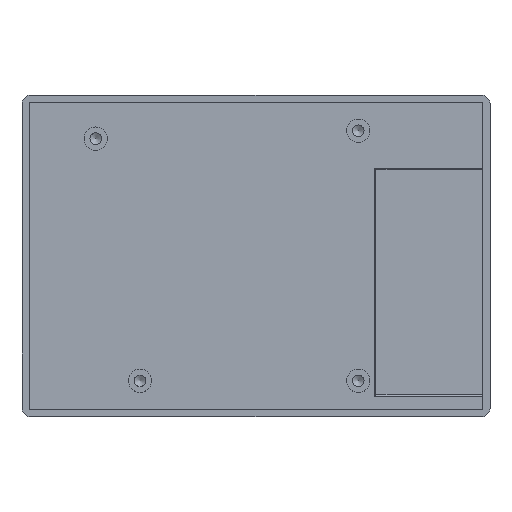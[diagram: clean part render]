
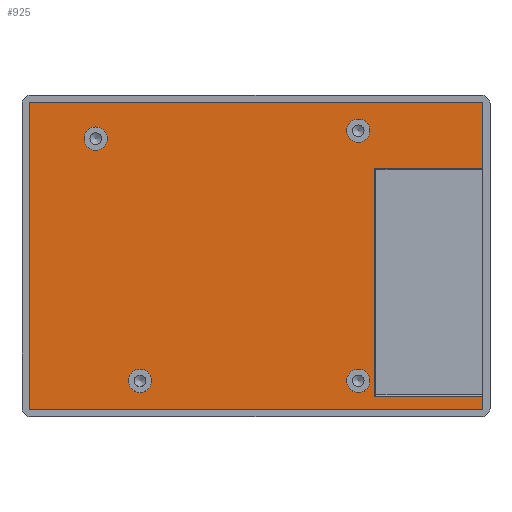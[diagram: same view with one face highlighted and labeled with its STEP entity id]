
A CAD part, top view. The second image highlights one B-rep face of the part: STEP entity #925.
In plain terms, the highlighted planar face has unit normal (0, 0, 1).
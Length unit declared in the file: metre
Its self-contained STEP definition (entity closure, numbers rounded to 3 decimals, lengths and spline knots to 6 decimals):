
#65=CIRCLE('',#1019,0.004);
#66=CIRCLE('',#1020,0.004);
#67=CIRCLE('',#1021,0.004);
#68=CIRCLE('',#1022,0.004);
#167=ORIENTED_EDGE('',*,*,#397,.F.);
#168=ORIENTED_EDGE('',*,*,#398,.F.);
#169=ORIENTED_EDGE('',*,*,#399,.F.);
#170=ORIENTED_EDGE('',*,*,#400,.F.);
#171=ORIENTED_EDGE('',*,*,#401,.F.);
#172=ORIENTED_EDGE('',*,*,#402,.T.);
#173=ORIENTED_EDGE('',*,*,#403,.T.);
#174=ORIENTED_EDGE('',*,*,#346,.F.);
#175=ORIENTED_EDGE('',*,*,#357,.F.);
#176=ORIENTED_EDGE('',*,*,#396,.T.);
#177=ORIENTED_EDGE('',*,*,#366,.T.);
#178=ORIENTED_EDGE('',*,*,#342,.F.);
#342=EDGE_CURVE('',#465,#466,#552,.T.);
#346=EDGE_CURVE('',#469,#470,#556,.T.);
#357=EDGE_CURVE('',#480,#469,#562,.T.);
#366=EDGE_CURVE('',#488,#466,#569,.T.);
#396=EDGE_CURVE('',#480,#488,#589,.T.);
#397=EDGE_CURVE('',#508,#508,#65,.T.);
#398=EDGE_CURVE('',#509,#509,#66,.T.);
#399=EDGE_CURVE('',#510,#510,#67,.T.);
#400=EDGE_CURVE('',#511,#511,#68,.T.);
#401=EDGE_CURVE('',#512,#465,#590,.T.);
#402=EDGE_CURVE('',#512,#513,#591,.T.);
#403=EDGE_CURVE('',#513,#470,#592,.T.);
#465=VERTEX_POINT('',#1398);
#466=VERTEX_POINT('',#1400);
#469=VERTEX_POINT('',#1406);
#470=VERTEX_POINT('',#1408);
#480=VERTEX_POINT('',#1430);
#488=VERTEX_POINT('',#1448);
#508=VERTEX_POINT('',#1506);
#509=VERTEX_POINT('',#1508);
#510=VERTEX_POINT('',#1510);
#511=VERTEX_POINT('',#1512);
#512=VERTEX_POINT('',#1514);
#513=VERTEX_POINT('',#1516);
#552=LINE('',#1399,#635);
#556=LINE('',#1407,#639);
#562=LINE('',#1429,#645);
#569=LINE('',#1447,#652);
#589=LINE('',#1503,#672);
#590=LINE('',#1513,#673);
#591=LINE('',#1515,#674);
#592=LINE('',#1517,#675);
#635=VECTOR('',#1110,1.);
#639=VECTOR('',#1114,1.);
#645=VECTOR('',#1132,1.);
#652=VECTOR('',#1145,1.);
#672=VECTOR('',#1197,1.);
#673=VECTOR('',#1208,1.);
#674=VECTOR('',#1209,1.);
#675=VECTOR('',#1210,1.);
#727=EDGE_LOOP('',(#167));
#728=EDGE_LOOP('',(#168));
#729=EDGE_LOOP('',(#169));
#730=EDGE_LOOP('',(#170));
#731=EDGE_LOOP('',(#171,#172,#173,#174,#175,#176,#177,#178));
#812=FACE_BOUND('',#727,.T.);
#813=FACE_BOUND('',#728,.T.);
#814=FACE_BOUND('',#729,.T.);
#815=FACE_BOUND('',#730,.T.);
#816=FACE_BOUND('',#731,.T.);
#892=PLANE('',#1018);
#925=ADVANCED_FACE('',(#812,#813,#814,#815,#816),#892,.T.);
#1018=AXIS2_PLACEMENT_3D('',#1504,#1198,#1199);
#1019=AXIS2_PLACEMENT_3D('',#1505,#1200,#1201);
#1020=AXIS2_PLACEMENT_3D('',#1507,#1202,#1203);
#1021=AXIS2_PLACEMENT_3D('',#1509,#1204,#1205);
#1022=AXIS2_PLACEMENT_3D('',#1511,#1206,#1207);
#1110=DIRECTION('',(0.,-1.,0.));
#1114=DIRECTION('',(0.,-1.,0.));
#1132=DIRECTION('',(1.,0.,0.));
#1145=DIRECTION('',(1.,0.,0.));
#1197=DIRECTION('',(0.,-1.,0.));
#1198=DIRECTION('',(0.,0.,1.));
#1199=DIRECTION('',(1.,0.,0.));
#1200=DIRECTION('',(0.,0.,1.));
#1201=DIRECTION('',(1.,0.,0.));
#1202=DIRECTION('',(0.,0.,1.));
#1203=DIRECTION('',(1.,0.,0.));
#1204=DIRECTION('',(0.,0.,1.));
#1205=DIRECTION('',(1.,0.,0.));
#1206=DIRECTION('',(0.,0.,1.));
#1207=DIRECTION('',(1.,0.,0.));
#1208=DIRECTION('',(1.,0.,0.));
#1209=DIRECTION('',(0.,1.,0.));
#1210=DIRECTION('',(1.,0.,0.));
#1398=CARTESIAN_POINT('',(0.0875,-0.053,0.0025));
#1399=CARTESIAN_POINT('',(0.0875,-0.005,0.0025));
#1400=CARTESIAN_POINT('',(0.0875,-0.0575,0.0025));
#1406=CARTESIAN_POINT('',(0.0875,0.0475,0.0025));
#1407=CARTESIAN_POINT('',(0.0875,-0.005,0.0025));
#1408=CARTESIAN_POINT('',(0.0875,0.025,0.0025));
#1429=CARTESIAN_POINT('',(0.01,0.0475,0.0025));
#1430=CARTESIAN_POINT('',(-0.0675,0.0475,0.0025));
#1447=CARTESIAN_POINT('',(0.01,-0.0575,0.0025));
#1448=CARTESIAN_POINT('',(-0.0675,-0.0575,0.0025));
#1503=CARTESIAN_POINT('',(-0.0675,-0.005,0.0025));
#1504=CARTESIAN_POINT('',(0.01,-0.005,0.0025));
#1505=CARTESIAN_POINT('',(0.044942,0.037827,0.0025));
#1506=CARTESIAN_POINT('',(0.048942,0.037827,0.0025));
#1507=CARTESIAN_POINT('',(-0.044758,0.035127,0.0025));
#1508=CARTESIAN_POINT('',(-0.040758,0.035127,0.0025));
#1509=CARTESIAN_POINT('',(-0.029658,-0.047673,0.0025));
#1510=CARTESIAN_POINT('',(-0.025658,-0.047673,0.0025));
#1511=CARTESIAN_POINT('',(0.044942,-0.047673,0.0025));
#1512=CARTESIAN_POINT('',(0.048942,-0.047673,0.0025));
#1513=CARTESIAN_POINT('',(0.069,-0.053,0.0025));
#1514=CARTESIAN_POINT('',(0.0505,-0.053,0.0025));
#1515=CARTESIAN_POINT('',(0.0505,-0.014,0.0025));
#1516=CARTESIAN_POINT('',(0.0505,0.025,0.0025));
#1517=CARTESIAN_POINT('',(0.069,0.025,0.0025));
